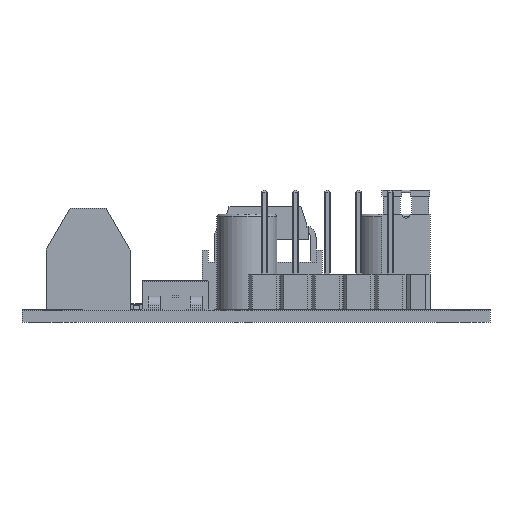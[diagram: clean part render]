
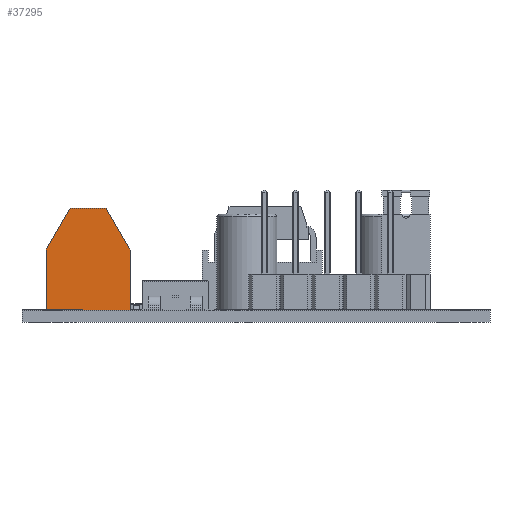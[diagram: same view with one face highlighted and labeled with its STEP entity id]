
A CAD part, left-side view. The second image highlights one B-rep face of the part: STEP entity #37295.
In plain terms, the highlighted planar face has unit normal (-1, 0, 0).
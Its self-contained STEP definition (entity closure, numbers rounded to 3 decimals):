
#1252=PLANE('',#39914);
#3048=FACE_OUTER_BOUND('',#5204,.T.);
#5204=EDGE_LOOP('',(#31110,#31111,#31112,#31113,#31114,#31115,#31116,#31117,
#31118));
#6821=LINE('',#52748,#11197);
#8697=LINE('',#57907,#13073);
#8698=LINE('',#57910,#13074);
#8699=LINE('',#57912,#13075);
#8700=LINE('',#57914,#13076);
#8701=LINE('',#57916,#13077);
#8702=LINE('',#57918,#13078);
#8703=LINE('',#57920,#13079);
#8704=LINE('',#57921,#13080);
#11197=VECTOR('',#42267,8.75);
#13073=VECTOR('',#47113,0.01);
#13074=VECTOR('',#47116,4.99);
#13075=VECTOR('',#47117,4.);
#13076=VECTOR('',#47118,3.);
#13077=VECTOR('',#47119,4.);
#13078=VECTOR('',#47120,4.99);
#13079=VECTOR('',#47121,1.75);
#13080=VECTOR('',#47122,0.01);
#16367=VERTEX_POINT('',#52746);
#16368=VERTEX_POINT('',#52747);
#17966=VERTEX_POINT('',#57905);
#17967=VERTEX_POINT('',#57909);
#17968=VERTEX_POINT('',#57911);
#17969=VERTEX_POINT('',#57913);
#17970=VERTEX_POINT('',#57915);
#17971=VERTEX_POINT('',#57917);
#17972=VERTEX_POINT('',#57919);
#20126=EDGE_CURVE('',#16367,#16368,#6821,.T.);
#22593=EDGE_CURVE('',#16367,#17966,#8697,.T.);
#22594=EDGE_CURVE('',#17966,#17967,#8698,.T.);
#22595=EDGE_CURVE('',#17967,#17968,#8699,.T.);
#22596=EDGE_CURVE('',#17968,#17969,#8700,.T.);
#22597=EDGE_CURVE('',#17969,#17970,#8701,.T.);
#22598=EDGE_CURVE('',#17971,#17970,#8702,.T.);
#22599=EDGE_CURVE('',#17972,#17971,#8703,.T.);
#22600=EDGE_CURVE('',#16368,#17972,#8704,.T.);
#31110=ORIENTED_EDGE('',*,*,#20126,.F.);
#31111=ORIENTED_EDGE('',*,*,#22593,.T.);
#31112=ORIENTED_EDGE('',*,*,#22594,.T.);
#31113=ORIENTED_EDGE('',*,*,#22595,.T.);
#31114=ORIENTED_EDGE('',*,*,#22596,.T.);
#31115=ORIENTED_EDGE('',*,*,#22597,.T.);
#31116=ORIENTED_EDGE('',*,*,#22598,.F.);
#31117=ORIENTED_EDGE('',*,*,#22599,.F.);
#31118=ORIENTED_EDGE('',*,*,#22600,.F.);
#37295=ADVANCED_FACE('',(#3048),#1252,.T.);
#39914=AXIS2_PLACEMENT_3D('',#57908,#47114,#47115);
#42267=DIRECTION('',(0.,1.,0.));
#47113=DIRECTION('',(0.,0.,1.));
#47114=DIRECTION('center_axis',(-1.,0.,0.));
#47115=DIRECTION('ref_axis',(0.,0.,1.));
#47116=DIRECTION('',(0.,0.,1.));
#47117=DIRECTION('',(0.,0.5,0.866));
#47118=DIRECTION('',(0.,1.,0.));
#47119=DIRECTION('',(0.,0.5,-0.866));
#47120=DIRECTION('',(0.,0.,1.));
#47121=DIRECTION('',(0.,-1.,0.));
#47122=DIRECTION('',(0.,0.,1.));
#52746=CARTESIAN_POINT('',(-10.,10.5,1.));
#52747=CARTESIAN_POINT('',(-10.,19.25,1.));
#52748=CARTESIAN_POINT('',(-10.,10.5,1.));
#57905=CARTESIAN_POINT('',(-10.,10.5,1.01));
#57907=CARTESIAN_POINT('',(-10.,10.5,1.));
#57908=CARTESIAN_POINT('Origin',(-10.,-12.855,1.));
#57909=CARTESIAN_POINT('',(-10.,10.5,6.));
#57910=CARTESIAN_POINT('',(-10.,10.5,1.01));
#57911=CARTESIAN_POINT('',(-10.,12.5,9.464));
#57912=CARTESIAN_POINT('',(-10.,10.5,6.));
#57913=CARTESIAN_POINT('',(-10.,15.5,9.464));
#57914=CARTESIAN_POINT('',(-10.,12.5,9.464));
#57915=CARTESIAN_POINT('',(-10.,17.5,6.));
#57916=CARTESIAN_POINT('',(-10.,15.5,9.464));
#57917=CARTESIAN_POINT('',(-10.,17.5,1.01));
#57918=CARTESIAN_POINT('',(-10.,17.5,1.01));
#57919=CARTESIAN_POINT('',(-10.,19.25,1.01));
#57920=CARTESIAN_POINT('',(-10.,19.25,1.01));
#57921=CARTESIAN_POINT('',(-10.,19.25,1.));
